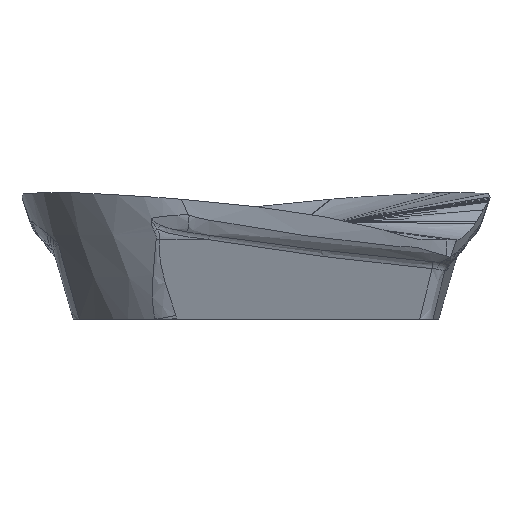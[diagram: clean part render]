
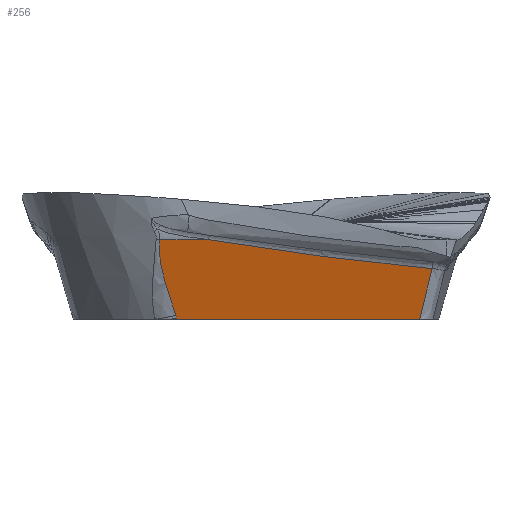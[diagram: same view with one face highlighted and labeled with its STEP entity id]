
A CAD part, front view. The second image highlights one B-rep face of the part: STEP entity #256.
In plain terms, the highlighted planar face has unit normal (0, -0.964, -0.267).
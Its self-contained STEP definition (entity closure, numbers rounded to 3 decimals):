
#84=PLANE('',#3229);
#154=LINE('',#6568,#192);
#155=LINE('',#6668,#193);
#192=VECTOR('',#3356,1.);
#193=VECTOR('',#3363,1.);
#256=ADVANCED_FACE('',(#560),#84,.F.);
#560=FACE_OUTER_BOUND('',#736,.T.);
#736=EDGE_LOOP('',(#1127,#1128,#1129,#1130,#1131,#1132,#1133));
#1127=ORIENTED_EDGE('',*,*,#2271,.F.);
#1128=ORIENTED_EDGE('',*,*,#2274,.F.);
#1129=ORIENTED_EDGE('',*,*,#2266,.F.);
#1130=ORIENTED_EDGE('',*,*,#2275,.F.);
#1131=ORIENTED_EDGE('',*,*,#2276,.F.);
#1132=ORIENTED_EDGE('',*,*,#2277,.T.);
#1133=ORIENTED_EDGE('',*,*,#2278,.F.);
#1934=VERTEX_POINT('',#6567);
#1935=VERTEX_POINT('',#6569);
#1939=VERTEX_POINT('',#6597);
#1940=VERTEX_POINT('',#6598);
#1941=VERTEX_POINT('',#6650);
#1942=VERTEX_POINT('',#6667);
#1943=VERTEX_POINT('',#6669);
#2266=EDGE_CURVE('',#1934,#1935,#154,.T.);
#2271=EDGE_CURVE('',#1939,#1940,#2821,.T.);
#2274=EDGE_CURVE('',#1935,#1939,#2824,.T.);
#2275=EDGE_CURVE('',#1941,#1934,#2825,.T.);
#2276=EDGE_CURVE('',#1942,#1941,#2826,.T.);
#2277=EDGE_CURVE('',#1942,#1943,#155,.T.);
#2278=EDGE_CURVE('',#1940,#1943,#2827,.T.);
#2821=B_SPLINE_CURVE_WITH_KNOTS('',3,(#6593,#6594,#6595,#6596),
 .UNSPECIFIED.,.F.,.F.,(4,4),(0.,1.),.UNSPECIFIED.);
#2824=B_SPLINE_CURVE_WITH_KNOTS('',3,(#6628,#6629,#6630,#6631),
 .UNSPECIFIED.,.F.,.F.,(4,4),(0.,1.),.UNSPECIFIED.);
#2825=B_SPLINE_CURVE_WITH_KNOTS('',1,(#6648,#6649),.UNSPECIFIED.,.F.,.F.,
(2,2),(0.,1.),.UNSPECIFIED.);
#2826=B_SPLINE_CURVE_WITH_KNOTS('',3,(#6651,#6652,#6653,#6654,#6655,#6656,
#6657,#6658,#6659,#6660,#6661,#6662,#6663,#6664,#6665,#6666),
 .UNSPECIFIED.,.F.,.F.,(4,1,1,1,1,1,1,1,1,1,1,1,1,4),(0.,0.125,
0.25,0.5,0.563,0.625,0.75,
0.781,0.813,0.875,0.906,
0.922,0.938,1.),.UNSPECIFIED.);
#2827=B_SPLINE_CURVE_WITH_KNOTS('',3,(#6670,#6671,#6672,#6673,#6674,#6675,
#6676),.UNSPECIFIED.,.F.,.F.,(4,1,1,1,4),(0.,0.143,0.429,
0.714,1.),.UNSPECIFIED.);
#3229=AXIS2_PLACEMENT_3D('',#6677,#3364,#3365);
#3356=DIRECTION('',(-1.,0.,0.));
#3363=DIRECTION('',(-1.,0.,0.));
#3364=DIRECTION('',(0.,0.964,0.267));
#3365=DIRECTION('',(0.,-0.267,0.964));
#6567=CARTESIAN_POINT('',(6.191,-3.45,-4.8));
#6568=CARTESIAN_POINT('',(0.,-3.45,-4.8));
#6569=CARTESIAN_POINT('',(-2.983,-3.45,-4.8));
#6593=CARTESIAN_POINT('',(-2.998,-3.465,-4.747));
#6594=CARTESIAN_POINT('',(-3.007,-3.474,-4.712));
#6595=CARTESIAN_POINT('',(-3.016,-3.484,-4.678));
#6596=CARTESIAN_POINT('',(-3.026,-3.493,-4.645));
#6597=CARTESIAN_POINT('',(-2.998,-3.465,-4.747));
#6598=CARTESIAN_POINT('',(-3.026,-3.493,-4.645));
#6628=CARTESIAN_POINT('',(-2.983,-3.45,-4.8));
#6629=CARTESIAN_POINT('',(-2.988,-3.455,-4.782));
#6630=CARTESIAN_POINT('',(-2.993,-3.46,-4.764));
#6631=CARTESIAN_POINT('',(-2.998,-3.465,-4.747));
#6648=CARTESIAN_POINT('',(6.66,-3.981,-2.883));
#6649=CARTESIAN_POINT('',(6.191,-3.449,-4.8));
#6650=CARTESIAN_POINT('',(6.66,-3.981,-2.883));
#6651=CARTESIAN_POINT('',(-1.794,-4.286,-1.785));
#6652=CARTESIAN_POINT('',(-1.444,-4.269,-1.846));
#6653=CARTESIAN_POINT('',(-0.742,-4.237,-1.961));
#6654=CARTESIAN_POINT('',(0.663,-4.179,-2.17));
#6655=CARTESIAN_POINT('',(1.895,-4.133,-2.336));
#6656=CARTESIAN_POINT('',(2.952,-4.095,-2.473));
#6657=CARTESIAN_POINT('',(3.657,-4.071,-2.561));
#6658=CARTESIAN_POINT('',(4.275,-4.051,-2.632));
#6659=CARTESIAN_POINT('',(4.804,-4.033,-2.698));
#6660=CARTESIAN_POINT('',(5.156,-4.02,-2.743));
#6661=CARTESIAN_POINT('',(5.509,-4.008,-2.788));
#6662=CARTESIAN_POINT('',(5.818,-3.998,-2.823));
#6663=CARTESIAN_POINT('',(5.994,-3.993,-2.842));
#6664=CARTESIAN_POINT('',(6.26,-3.986,-2.868));
#6665=CARTESIAN_POINT('',(6.482,-3.982,-2.882));
#6666=CARTESIAN_POINT('',(6.66,-3.982,-2.883));
#6667=CARTESIAN_POINT('',(-1.794,-4.286,-1.785));
#6668=CARTESIAN_POINT('',(-1.794,-4.286,-1.785));
#6669=CARTESIAN_POINT('',(-3.641,-4.286,-1.785));
#6670=CARTESIAN_POINT('',(-3.026,-3.493,-4.645));
#6671=CARTESIAN_POINT('',(-3.065,-3.53,-4.511));
#6672=CARTESIAN_POINT('',(-3.193,-3.64,-4.113));
#6673=CARTESIAN_POINT('',(-3.43,-3.825,-3.447));
#6674=CARTESIAN_POINT('',(-3.641,-4.053,-2.626));
#6675=CARTESIAN_POINT('',(-3.671,-4.209,-2.065));
#6676=CARTESIAN_POINT('',(-3.641,-4.286,-1.785));
#6677=CARTESIAN_POINT('',(0.,-3.034,-6.3));
